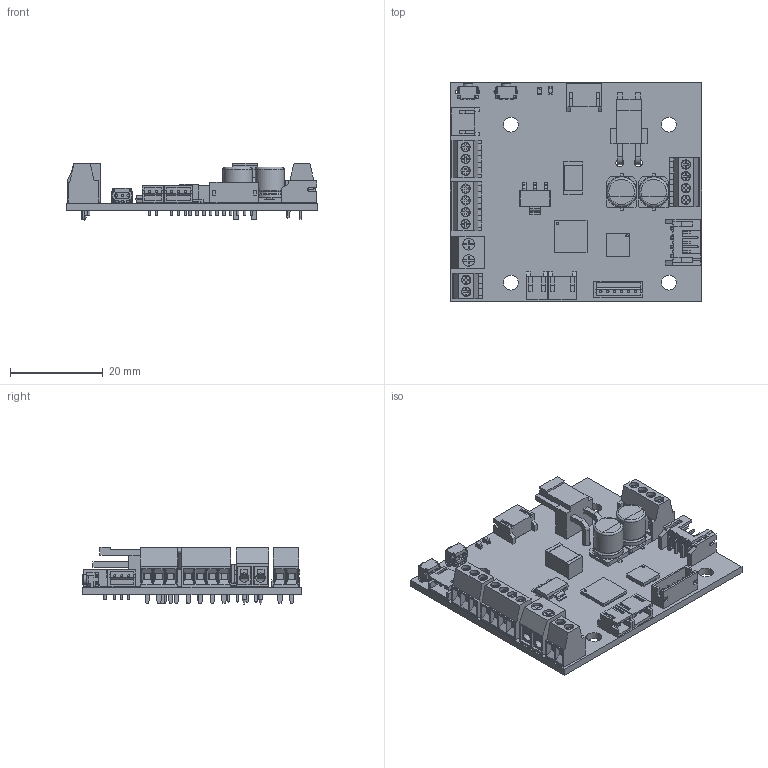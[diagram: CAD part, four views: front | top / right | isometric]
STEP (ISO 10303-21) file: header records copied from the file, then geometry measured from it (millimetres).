
FILE_DESCRIPTION(/* description */ (''),/* implementation_level */ '2;1');
FILE_NAME(/* name */ 'Duet3_TB_1LC_v1.0 (simplified) v1.step',/* time_stamp */ '2020-08-16T13:35:01-04:00',/* author */ (''),/* organization */ (''),/* preprocessor_version */ 'ST-DEVELOPER v18.1',/* originating_system */ 'Autodesk Translation Framework v9.3.0.1241',/* authorisation */ '');
FILE_SCHEMA (('AUTOMOTIVE_DESIGN { 1 0 10303 214 3 1 1 }'));
Products named in the file (36): Duet3_TB_1LC_v1.0 (simplified); B6B-ZR; SOLID (1); Wurth_2.54mm_screw_Terminal_2_pos_691210910002; COMPOUND (1); SCREWTERMINAL-3_5MM-2; SOLID (4); JST_ZH_S3B-ZH_1x03P1.50mm_Horizontal; SOLID; JST_ZH_S2B-ZH_1x02_P1.50mm_Horizontal; SOLID (5); SW_TAC_90_TL3340AF160QG; SOLID (27); CP_Elec_6.3x7.7; SOLID (8); JST_ZH_S4B-ZH_1x04P1.50mm_Horizontal; SOLID (9); Wurth_2.54mm_screw_Terminal_4_pos_691210910004; COMPOUND; Wurth_2.54mm_screw_Terminal_3_pos_691210910003; COMPOUND (2); SOT-223; SOLID (11); LED_0603_1608Metric; SOLID (12); QFN-28-1EP_5x5mm_P0.5mm_EP3.35x3.35mm; SOLID (28); JST_PH_S4B-PH-K_1x04_P2.00mm_Horizontal; SOLID (29); B2PS-VH; SOLID (18); L_2816_7142Metric; SOLID (25); QFN-48-1EP_7x7mm_P0.5mm_EP5.15x5.15mm; SOLID (31); COMPOUND (3)
Assembly tree (40 placements, depth 3):
  Duet3_TB_1LC_v1.0 (simplified)
    JST_ZH_S3B-ZH_1x03P1.50mm_Horizontal  x2
      SOLID
    Wurth_2.54mm_screw_Terminal_4_pos_691210910004  x2
      COMPOUND
    B6B-ZR
      SOLID (1)
    Wurth_2.54mm_screw_Terminal_2_pos_691210910002
      COMPOUND (1)
    SCREWTERMINAL-3_5MM-2
      SOLID (4)
    JST_ZH_S2B-ZH_1x02_P1.50mm_Horizontal
      SOLID (5)
    SW_TAC_90_TL3340AF160QG  x2
      SOLID (27)
    CP_Elec_6.3x7.7  x2
      SOLID (8)
    JST_ZH_S4B-ZH_1x04P1.50mm_Horizontal
      SOLID (9)
    Wurth_2.54mm_screw_Terminal_3_pos_691210910003
      COMPOUND (2)
    SOT-223
      SOLID (11)
    LED_0603_1608Metric  x2
      SOLID (12)
    QFN-28-1EP_5x5mm_P0.5mm_EP3.35x3.35mm
      SOLID (28)
    JST_PH_S4B-PH-K_1x04_P2.00mm_Horizontal
      SOLID (29)
    B2PS-VH
      SOLID (18)
    L_2816_7142Metric
      SOLID (25)
    QFN-48-1EP_7x7mm_P0.5mm_EP5.15x5.15mm
      SOLID (31)
    COMPOUND (3)
Bounding box: 54 x 47 x 12.3 mm (x, y, z)
Volume: 6959.9 mm3; surface area: 13918.7 mm2
Topology: 62 solids, 64 shells, 3405 faces, 9224 edges, 6017 vertices
Faces by surface type: plane 2686, cylinder 619, torus 65, sphere 16, cone 15, bspline 4
Full cylindrical faces by diameter (mm): 0.3 x16, 0.4 x16, 0.46 x4, 0.5 x48, 0.7 x18, 0.75 x4, 0.8 x2, 0.889 x4, 0.9 x4, 1.1 x26, 1.199 x2, 1.5 x26, 1.7 x15, 2 x17, 2.1 x15, 2.5 x4, 3.2 x4, 6.3 x4
Entity records: 83660 total; most frequent: CARTESIAN_POINT 15007, ORIENTED_EDGE 13918, DIRECTION 13320, EDGE_CURVE 6959, LINE 5732, VECTOR 5732, VERTEX_POINT 4549, AXIS2_PLACEMENT_3D 3794
